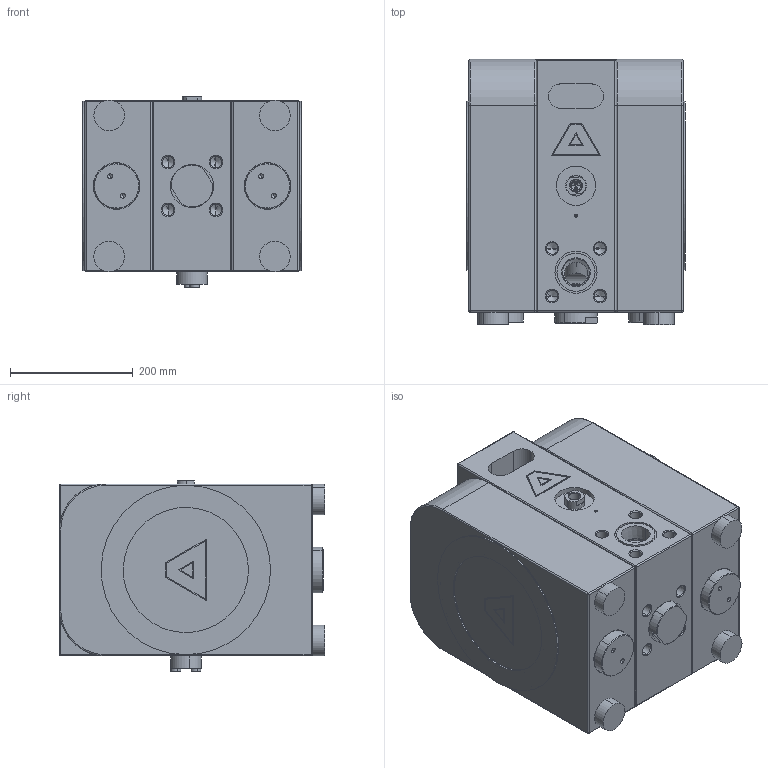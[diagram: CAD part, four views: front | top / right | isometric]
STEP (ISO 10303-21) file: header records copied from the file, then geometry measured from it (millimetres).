
FILE_DESCRIPTION (( 'STEP AP203' ), '1' );
FILE_NAME ('E40-Assembly-俋倛芞.STEP', '2025-06-23T04:53:23', ( '' ), ( '' ), 'SwSTEP 2.0', 'SolidWorks 2022', '' );
FILE_SCHEMA (( 'CONFIG_CONTROL_DESIGN' ));
Length unit declared in the file: millimetre
Products named in the file (16): E40-Assembly-外形图; Perswing Assebly (Input)_State-1: A-Pressurized_B-Spool_exhaust; 7 40 A11-Center housing_Basic; 7 40 A17-Plug, side housing_Basic; Pilotkolben A 15-50_Standard; Steuerventilgehäuse A 15-25_Standard; 7 40 A19-Plug, center housing_Basic; Kappe A 15-25_Standard; 7 40 A09-Cover_Basic; 1 40 A45-Muffler_Basic; 1 40 A47-Air inlet_Basic; 7 40 A10-Side housing_Basic; 1 40 A22-Shock absorbers_Basic; Steuerkolben A 15-25_Standard; 7 40 A15-Valve stop，discharge valve_Basic; 1 15 A46-Premuffler_Basic
Assembly tree (23 placements, depth 3):
  E40-Assembly-外形图
    7 40 A11-Center housing_Basic
    7 40 A10-Side housing_Basic  x2
    1 40 A22-Shock absorbers_Basic  x4
    7 40 A15-Valve stop，discharge valve_Basic  x2
    1 40 A45-Muffler_Basic
    1 40 A47-Air inlet_Basic
    7 40 A17-Plug, side housing_Basic  x2
    7 40 A19-Plug, center housing_Basic
    Perswing Assebly (Input)_State-1: A-Pressurized_B-Spool_exhaust
      Steuerventilgehäuse A 15-25_Standard
      Kappe A 15-25_Standard  x2
      Pilotkolben A 15-50_Standard
      Steuerkolben A 15-25_Standard
    1 15 A46-Premuffler_Basic
    7 40 A09-Cover_Basic  x2
Bounding box: 355.4 x 432 x 310.38 mm (x, y, z)
Volume: 32571991.1 mm3; surface area: 1942567.4 mm2
Topology: 22 solids, 22 shells, 1588 faces, 3982 edges, 2419 vertices
Faces by surface type: cylinder 837, plane 330, cone 241, torus 160, sphere 20
Entity records: 46972 total; most frequent: CARTESIAN_POINT 15497, DIRECTION 6308, ORIENTED_EDGE 6106, EDGE_CURVE 3053, AXIS2_PLACEMENT_3D 2625, VERTEX_POINT 1896, EDGE_LOOP 1515, CIRCLE 1387
